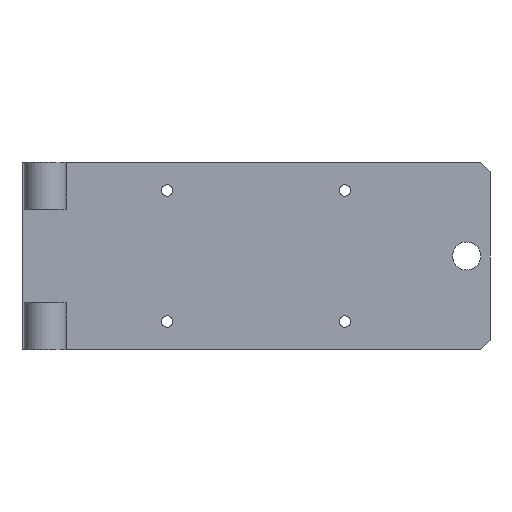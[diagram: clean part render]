
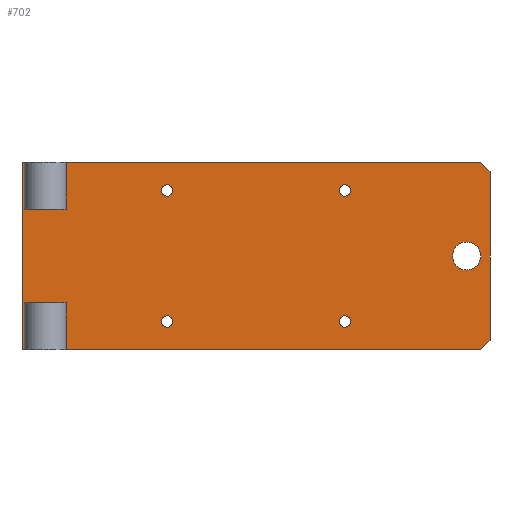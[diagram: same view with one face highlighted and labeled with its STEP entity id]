
A CAD part, front view. The second image highlights one B-rep face of the part: STEP entity #702.
In plain terms, the highlighted planar face has unit normal (0, -1, 0).
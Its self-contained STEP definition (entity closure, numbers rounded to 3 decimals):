
#23 = ORIENTED_EDGE ( 'NONE', *, *, #235, .T. ) ;
#30 = ORIENTED_EDGE ( 'NONE', *, *, #611, .T. ) ;
#34 = DIRECTION ( 'NONE',  ( 0., 0., -1. ) ) ;
#36 = EDGE_LOOP ( 'NONE', ( #964, #970 ) ) ;
#37 = CARTESIAN_POINT ( 'NONE',  ( -95., 0., -70. ) ) ;
#42 = VERTEX_POINT ( 'NONE', #219 ) ;
#57 = EDGE_CURVE ( 'NONE', #83, #328, #685, .T. ) ;
#58 = EDGE_LOOP ( 'NONE', ( #272, #23 ) ) ;
#68 = VERTEX_POINT ( 'NONE', #285 ) ;
#80 = CARTESIAN_POINT ( 'NONE',  ( -250., 0., -100. ) ) ;
#83 = VERTEX_POINT ( 'NONE', #213 ) ;
#96 = DIRECTION ( 'NONE',  ( 0.707, 0., 0.707 ) ) ;
#111 = ORIENTED_EDGE ( 'NONE', *, *, #451, .T. ) ;
#112 = AXIS2_PLACEMENT_3D ( 'NONE', #839, #304, #907 ) ;
#119 = VERTEX_POINT ( 'NONE', #570 ) ;
#125 = ORIENTED_EDGE ( 'NONE', *, *, #539, .T. ) ;
#126 = DIRECTION ( 'NONE',  ( 0., 1., 0. ) ) ;
#138 = DIRECTION ( 'NONE',  ( 0., 0., 1. ) ) ;
#140 = DIRECTION ( 'NONE',  ( 0., 1., 0. ) ) ;
#148 = PLANE ( 'NONE',  #763 ) ;
#151 = FACE_BOUND ( 'NONE', #58, .T. ) ;
#162 = CARTESIAN_POINT ( 'NONE',  ( 95., 0., -76. ) ) ;
#164 = AXIS2_PLACEMENT_3D ( 'NONE', #480, #237, #871 ) ;
#184 = CARTESIAN_POINT ( 'NONE',  ( 225., 0., 0. ) ) ;
#186 = VERTEX_POINT ( 'NONE', #814 ) ;
#198 = LINE ( 'NONE', #652, #329 ) ;
#213 = CARTESIAN_POINT ( 'NONE',  ( 250., 0., 90. ) ) ;
#217 = FACE_BOUND ( 'NONE', #484, .T. ) ;
#219 = CARTESIAN_POINT ( 'NONE',  ( 95., 0., 64. ) ) ;
#221 = EDGE_CURVE ( 'NONE', #42, #784, #336, .T. ) ;
#224 = DIRECTION ( 'NONE',  ( 0., 0., 1. ) ) ;
#227 = FACE_BOUND ( 'NONE', #753, .T. ) ;
#229 = EDGE_CURVE ( 'NONE', #490, #631, #465, .T. ) ;
#232 = FACE_OUTER_BOUND ( 'NONE', #780, .T. ) ;
#235 = EDGE_CURVE ( 'NONE', #784, #42, #414, .T. ) ;
#237 = DIRECTION ( 'NONE',  ( 0., 1., 0. ) ) ;
#246 = EDGE_CURVE ( 'NONE', #833, #186, #724, .T. ) ;
#255 = VECTOR ( 'NONE', #266, 1000. ) ;
#266 = DIRECTION ( 'NONE',  ( 1., 0., 0. ) ) ;
#269 = EDGE_LOOP ( 'NONE', ( #125, #940 ) ) ;
#272 = ORIENTED_EDGE ( 'NONE', *, *, #221, .T. ) ;
#274 = AXIS2_PLACEMENT_3D ( 'NONE', #374, #311, #224 ) ;
#280 = CARTESIAN_POINT ( 'NONE',  ( 225., 0., 0. ) ) ;
#285 = CARTESIAN_POINT ( 'NONE',  ( 240., 0., -100. ) ) ;
#294 = AXIS2_PLACEMENT_3D ( 'NONE', #184, #797, #554 ) ;
#304 = DIRECTION ( 'NONE',  ( 0., 1., 0. ) ) ;
#311 = DIRECTION ( 'NONE',  ( 0., 1., 0. ) ) ;
#314 = DIRECTION ( 'NONE',  ( 0., 0., 1. ) ) ;
#316 = VERTEX_POINT ( 'NONE', #647 ) ;
#323 = VERTEX_POINT ( 'NONE', #624 ) ;
#325 = CIRCLE ( 'NONE', #112, 6. ) ;
#328 = VERTEX_POINT ( 'NONE', #921 ) ;
#329 = VECTOR ( 'NONE', #34, 1000. ) ;
#336 = CIRCLE ( 'NONE', #900, 6. ) ;
#337 = CARTESIAN_POINT ( 'NONE',  ( -250., 0., 100. ) ) ;
#343 = ORIENTED_EDGE ( 'NONE', *, *, #503, .F. ) ;
#344 = CARTESIAN_POINT ( 'NONE',  ( 95., 0., -70. ) ) ;
#368 = DIRECTION ( 'NONE',  ( 0., 1., 0. ) ) ;
#374 = CARTESIAN_POINT ( 'NONE',  ( 95., 0., -70. ) ) ;
#412 = ORIENTED_EDGE ( 'NONE', *, *, #725, .T. ) ;
#414 = CIRCLE ( 'NONE', #164, 6. ) ;
#421 = ORIENTED_EDGE ( 'NONE', *, *, #487, .F. ) ;
#424 = CARTESIAN_POINT ( 'NONE',  ( 225., 0., 15. ) ) ;
#428 = EDGE_CURVE ( 'NONE', #186, #833, #766, .T. ) ;
#451 = EDGE_CURVE ( 'NONE', #664, #316, #596, .T. ) ;
#465 = CIRCLE ( 'NONE', #294, 15. ) ;
#477 = ORIENTED_EDGE ( 'NONE', *, *, #830, .T. ) ;
#479 = DIRECTION ( 'NONE',  ( 0., 1., 0. ) ) ;
#480 = CARTESIAN_POINT ( 'NONE',  ( 95., 0., 70. ) ) ;
#483 = DIRECTION ( 'NONE',  ( 0., 1., 0. ) ) ;
#484 = EDGE_LOOP ( 'NONE', ( #111, #412 ) ) ;
#486 = VECTOR ( 'NONE', #916, 1000. ) ;
#487 = EDGE_CURVE ( 'NONE', #83, #323, #198, .T. ) ;
#490 = VERTEX_POINT ( 'NONE', #424 ) ;
#503 = EDGE_CURVE ( 'NONE', #504, #328, #732, .T. ) ;
#504 = VERTEX_POINT ( 'NONE', #337 ) ;
#515 = CARTESIAN_POINT ( 'NONE',  ( 95., 0., 70. ) ) ;
#520 = FACE_BOUND ( 'NONE', #36, .T. ) ;
#530 = CARTESIAN_POINT ( 'NONE',  ( 250., 0., 100. ) ) ;
#531 = AXIS2_PLACEMENT_3D ( 'NONE', #280, #888, #589 ) ;
#536 = AXIS2_PLACEMENT_3D ( 'NONE', #849, #479, #775 ) ;
#539 = EDGE_CURVE ( 'NONE', #631, #490, #644, .T. ) ;
#546 = LINE ( 'NONE', #687, #630 ) ;
#554 = DIRECTION ( 'NONE',  ( 0., 0., 1. ) ) ;
#570 = CARTESIAN_POINT ( 'NONE',  ( -250., 0., -100. ) ) ;
#581 = DIRECTION ( 'NONE',  ( 0., 0., 1. ) ) ;
#589 = DIRECTION ( 'NONE',  ( 0., 0., 1. ) ) ;
#596 = CIRCLE ( 'NONE', #845, 6. ) ;
#610 = CARTESIAN_POINT ( 'NONE',  ( -250., 0., -100. ) ) ;
#611 = EDGE_CURVE ( 'NONE', #747, #772, #710, .T. ) ;
#613 = CARTESIAN_POINT ( 'NONE',  ( 250., 0., 90. ) ) ;
#617 = DIRECTION ( 'NONE',  ( 0., 0., 1. ) ) ;
#624 = CARTESIAN_POINT ( 'NONE',  ( 250., 0., -90. ) ) ;
#625 = ORIENTED_EDGE ( 'NONE', *, *, #927, .T. ) ;
#626 = LINE ( 'NONE', #80, #959 ) ;
#630 = VECTOR ( 'NONE', #96, 1000. ) ;
#631 = VERTEX_POINT ( 'NONE', #729 ) ;
#644 = CIRCLE ( 'NONE', #531, 15. ) ;
#647 = CARTESIAN_POINT ( 'NONE',  ( -95., 0., -64. ) ) ;
#652 = CARTESIAN_POINT ( 'NONE',  ( 250., 0., -100. ) ) ;
#659 = DIRECTION ( 'NONE',  ( 0., 1., 0. ) ) ;
#664 = VERTEX_POINT ( 'NONE', #958 ) ;
#682 = CARTESIAN_POINT ( 'NONE',  ( 95., 0., -64. ) ) ;
#685 = LINE ( 'NONE', #613, #796 ) ;
#687 = CARTESIAN_POINT ( 'NONE',  ( 240., 0., -100. ) ) ;
#702 = ADVANCED_FACE ( 'NONE', ( #520, #227, #232, #906, #217, #151 ), #148, .F. ) ;
#710 = CIRCLE ( 'NONE', #984, 6. ) ;
#724 = CIRCLE ( 'NONE', #847, 6. ) ;
#725 = EDGE_CURVE ( 'NONE', #316, #664, #325, .T. ) ;
#729 = CARTESIAN_POINT ( 'NONE',  ( 225., 0., -15. ) ) ;
#732 = LINE ( 'NONE', #875, #255 ) ;
#747 = VERTEX_POINT ( 'NONE', #162 ) ;
#751 = EDGE_CURVE ( 'NONE', #68, #119, #765, .T. ) ;
#753 = EDGE_LOOP ( 'NONE', ( #30, #625 ) ) ;
#761 = CARTESIAN_POINT ( 'NONE',  ( -95., 0., 76. ) ) ;
#763 = AXIS2_PLACEMENT_3D ( 'NONE', #530, #368, #980 ) ;
#765 = LINE ( 'NONE', #610, #486 ) ;
#766 = CIRCLE ( 'NONE', #536, 6. ) ;
#772 = VERTEX_POINT ( 'NONE', #682 ) ;
#775 = DIRECTION ( 'NONE',  ( 0., 0., 1. ) ) ;
#780 = EDGE_LOOP ( 'NONE', ( #421, #857, #343, #935, #890, #477 ) ) ;
#784 = VERTEX_POINT ( 'NONE', #914 ) ;
#796 = VECTOR ( 'NONE', #909, 1000. ) ;
#797 = DIRECTION ( 'NONE',  ( 0., 1., 0. ) ) ;
#814 = CARTESIAN_POINT ( 'NONE',  ( -95., 0., 64. ) ) ;
#824 = DIRECTION ( 'NONE',  ( 0., 0., 1. ) ) ;
#830 = EDGE_CURVE ( 'NONE', #68, #323, #546, .T. ) ;
#833 = VERTEX_POINT ( 'NONE', #761 ) ;
#834 = CIRCLE ( 'NONE', #274, 6. ) ;
#839 = CARTESIAN_POINT ( 'NONE',  ( -95., 0., -70. ) ) ;
#845 = AXIS2_PLACEMENT_3D ( 'NONE', #37, #126, #581 ) ;
#847 = AXIS2_PLACEMENT_3D ( 'NONE', #929, #483, #314 ) ;
#849 = CARTESIAN_POINT ( 'NONE',  ( -95., 0., 70. ) ) ;
#857 = ORIENTED_EDGE ( 'NONE', *, *, #57, .T. ) ;
#871 = DIRECTION ( 'NONE',  ( 0., 0., 1. ) ) ;
#875 = CARTESIAN_POINT ( 'NONE',  ( -250., 0., 100. ) ) ;
#888 = DIRECTION ( 'NONE',  ( 0., 1., 0. ) ) ;
#890 = ORIENTED_EDGE ( 'NONE', *, *, #751, .F. ) ;
#900 = AXIS2_PLACEMENT_3D ( 'NONE', #515, #140, #824 ) ;
#906 = FACE_BOUND ( 'NONE', #269, .T. ) ;
#907 = DIRECTION ( 'NONE',  ( 0., 0., 1. ) ) ;
#909 = DIRECTION ( 'NONE',  ( -0.707, 0., 0.707 ) ) ;
#914 = CARTESIAN_POINT ( 'NONE',  ( 95., 0., 76. ) ) ;
#916 = DIRECTION ( 'NONE',  ( -1., 0., 0. ) ) ;
#921 = CARTESIAN_POINT ( 'NONE',  ( 240., 0., 100. ) ) ;
#927 = EDGE_CURVE ( 'NONE', #772, #747, #834, .T. ) ;
#929 = CARTESIAN_POINT ( 'NONE',  ( -95., 0., 70. ) ) ;
#935 = ORIENTED_EDGE ( 'NONE', *, *, #948, .F. ) ;
#940 = ORIENTED_EDGE ( 'NONE', *, *, #229, .T. ) ;
#948 = EDGE_CURVE ( 'NONE', #119, #504, #626, .T. ) ;
#958 = CARTESIAN_POINT ( 'NONE',  ( -95., 0., -76. ) ) ;
#959 = VECTOR ( 'NONE', #617, 1000. ) ;
#964 = ORIENTED_EDGE ( 'NONE', *, *, #428, .T. ) ;
#970 = ORIENTED_EDGE ( 'NONE', *, *, #246, .T. ) ;
#980 = DIRECTION ( 'NONE',  ( 0., 0., 1. ) ) ;
#984 = AXIS2_PLACEMENT_3D ( 'NONE', #344, #659, #138 ) ;
